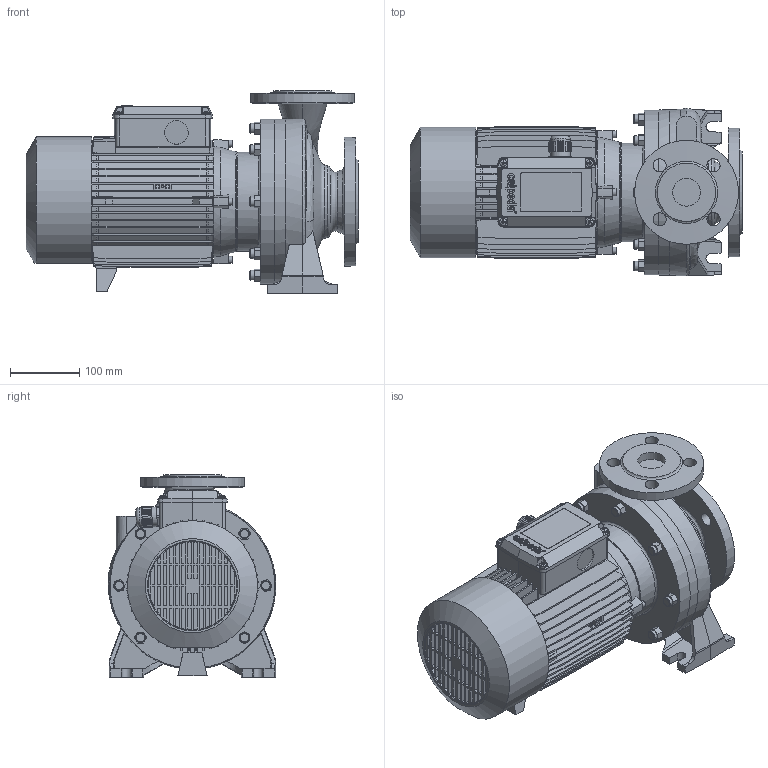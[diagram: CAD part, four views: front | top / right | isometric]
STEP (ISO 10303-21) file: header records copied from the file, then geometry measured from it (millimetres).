
FILE_DESCRIPTION(('STEP AP214'),'2;1');
FILE_NAME('4_93_492_23_REV01.stp','2018-02-07T15:58:02',(''),(''),'2016.1.120','THINKDESIGN','');
FILE_SCHEMA(('AUTOMOTIVE_DESIGN'));
Bounding box: 479.02 x 241.97 x 292 mm (x, y, z)
Volume: 12458997.6 mm3; surface area: 1048904.2 mm2
Topology: 2 solids, 2 shells, 1541 faces, 4274 edges, 2855 vertices
Faces by surface type: plane 1139, bspline 215, cylinder 187
Full cylindrical faces by diameter (mm): 2.7 x1, 3 x1, 4.4 x2, 10 x8, 14 x8, 15 x1, 17.5 x2, 19 x8, 19.682 x1, 23 x1, 25 x1, 28.5 x1, 28.575 x1, 34 x2, 35 x1, 40 x1, 65 x1, 142.801 x1, 150 x1, 160 x2, 238 x1
Entity records: 89637 total; most frequent: CARTESIAN_POINT 37610, ORIENTED_EDGE 8556, DIRECTION 6938, EDGE_CURVE 4278, VECTOR 3056, LINE 3056, VERTEX_POINT 2859, AXIS2_PLACEMENT_3D 1941
